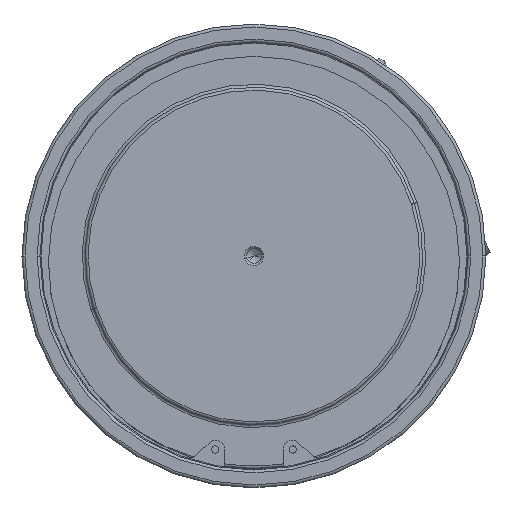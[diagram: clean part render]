
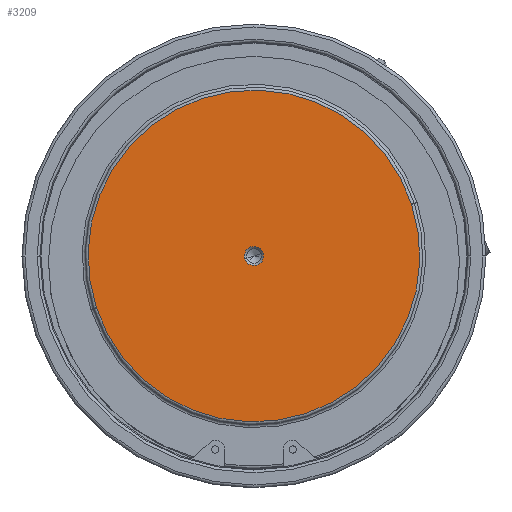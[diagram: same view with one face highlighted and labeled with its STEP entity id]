
A CAD part, front view. The second image highlights one B-rep face of the part: STEP entity #3209.
In plain terms, the highlighted planar face has unit normal (0, -1, 0).
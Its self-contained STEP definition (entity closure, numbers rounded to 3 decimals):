
#1166 = EDGE_CURVE ( 'NONE', #22324, #8686, #3348, .T. ) ;
#1538 = AXIS2_PLACEMENT_3D ( 'NONE', #5644, #18373, #7452 ) ;
#1823 = FACE_BOUND ( 'NONE', #14974, .T. ) ;
#2251 = EDGE_CURVE ( 'NONE', #8686, #22324, #22694, .T. ) ;
#2935 = EDGE_LOOP ( 'NONE', ( #18716, #13583 ) ) ;
#3209 = ADVANCED_FACE ( 'NONE', ( #19249, #1823 ), #8513, .F. ) ;
#3348 = CIRCLE ( 'NONE', #1538, 56.5 ) ;
#4391 = ORIENTED_EDGE ( 'NONE', *, *, #22010, .F. ) ;
#4678 = CARTESIAN_POINT ( 'NONE',  ( 53.683, -110.88, 17.618 ) ) ;
#5180 = DIRECTION ( 'NONE',  ( 0., -1., 0. ) ) ;
#5644 = CARTESIAN_POINT ( 'NONE',  ( 0., -110.88, 0. ) ) ;
#5969 = DIRECTION ( 'NONE',  ( 0., -1., 0. ) ) ;
#6223 = DIRECTION ( 'NONE',  ( 0., 1., 0. ) ) ;
#6434 = CARTESIAN_POINT ( 'NONE',  ( 0., -110.88, 0. ) ) ;
#7452 = DIRECTION ( 'NONE',  ( -0.95, 0., -0.312 ) ) ;
#8013 = CIRCLE ( 'NONE', #18331, 3.25 ) ;
#8244 = CARTESIAN_POINT ( 'NONE',  ( -53.683, -110.88, -17.618 ) ) ;
#8265 = DIRECTION ( 'NONE',  ( 0.95, 0., 0.312 ) ) ;
#8284 = AXIS2_PLACEMENT_3D ( 'NONE', #18941, #5969, #19049 ) ;
#8513 = PLANE ( 'NONE',  #14380 ) ;
#8686 = VERTEX_POINT ( 'NONE', #8244 ) ;
#9117 = VERTEX_POINT ( 'NONE', #22477 ) ;
#11714 = ORIENTED_EDGE ( 'NONE', *, *, #13868, .F. ) ;
#12869 = CARTESIAN_POINT ( 'NONE',  ( 3.088, -110.88, 1.013 ) ) ;
#13583 = ORIENTED_EDGE ( 'NONE', *, *, #1166, .T. ) ;
#13746 = AXIS2_PLACEMENT_3D ( 'NONE', #23341, #5180, #21324 ) ;
#13750 = DIRECTION ( 'NONE',  ( -0.95, 0., -0.312 ) ) ;
#13868 = EDGE_CURVE ( 'NONE', #22064, #9117, #8013, .T. ) ;
#14380 = AXIS2_PLACEMENT_3D ( 'NONE', #20986, #6223, #13750 ) ;
#14974 = EDGE_LOOP ( 'NONE', ( #11714, #4391 ) ) ;
#18331 = AXIS2_PLACEMENT_3D ( 'NONE', #6434, #19192, #8265 ) ;
#18373 = DIRECTION ( 'NONE',  ( 0., -1., 0. ) ) ;
#18716 = ORIENTED_EDGE ( 'NONE', *, *, #2251, .T. ) ;
#18941 = CARTESIAN_POINT ( 'NONE',  ( 0., -110.88, 0. ) ) ;
#19049 = DIRECTION ( 'NONE',  ( 0.95, 0., 0.312 ) ) ;
#19192 = DIRECTION ( 'NONE',  ( 0., -1., 0. ) ) ;
#19249 = FACE_OUTER_BOUND ( 'NONE', #2935, .T. ) ;
#20986 = CARTESIAN_POINT ( 'NONE',  ( 0., -110.88, 0. ) ) ;
#21324 = DIRECTION ( 'NONE',  ( -0.95, 0., -0.312 ) ) ;
#21895 = CIRCLE ( 'NONE', #8284, 3.25 ) ;
#22010 = EDGE_CURVE ( 'NONE', #9117, #22064, #21895, .T. ) ;
#22064 = VERTEX_POINT ( 'NONE', #12869 ) ;
#22324 = VERTEX_POINT ( 'NONE', #4678 ) ;
#22477 = CARTESIAN_POINT ( 'NONE',  ( -3.088, -110.88, -1.013 ) ) ;
#22694 = CIRCLE ( 'NONE', #13746, 56.5 ) ;
#23341 = CARTESIAN_POINT ( 'NONE',  ( 0., -110.88, 0. ) ) ;
